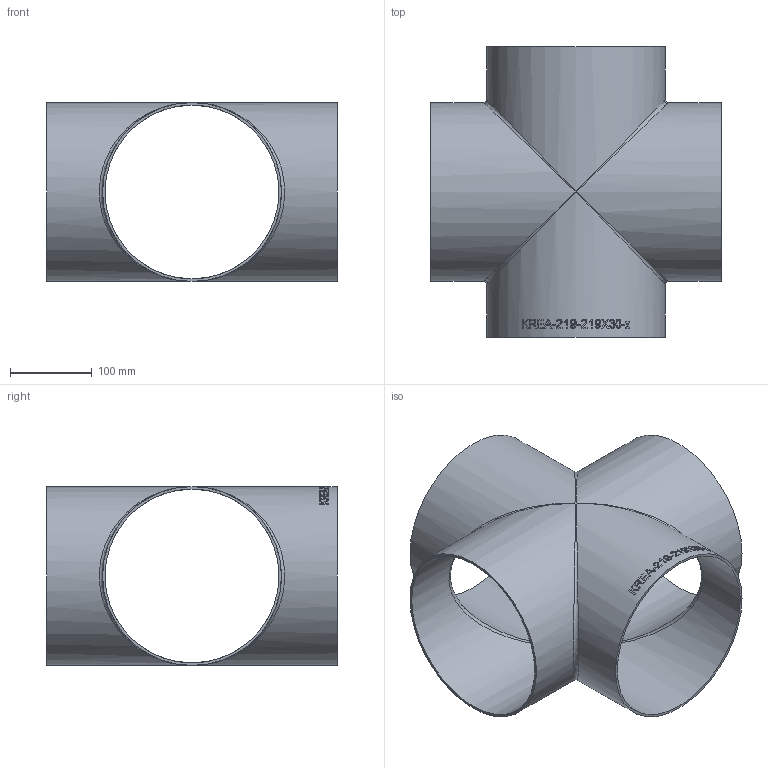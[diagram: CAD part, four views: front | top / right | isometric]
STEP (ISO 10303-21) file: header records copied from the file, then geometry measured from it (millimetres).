
FILE_DESCRIPTION (( 'STEP AP214' ), '1' );
FILE_NAME ('KREA-219-219X30-x Kreuz-Stück 2005.STEP', '2020-05-14T08:25:59', ( '' ), ( '' ), 'SwSTEP 2.0', 'SolidWorks 2019', '' );
FILE_SCHEMA (( 'AUTOMOTIVE_DESIGN' ));
Length unit declared in the file: millimetre
Products named in the file (1): KREA-219-219X30-x Kreuz-Stück 2005
Bounding box: 356 x 356 x 219.1 mm (x, y, z)
Volume: 886410.6 mm3; surface area: 598790.6 mm2
Topology: 1 solids, 1 shells, 236 faces, 633 edges, 402 vertices
Faces by surface type: bspline 133, plane 73, cylinder 30
Full cylindrical faces by diameter (mm): 213.1 x4, 219.1 x4
Entity records: 33412 total; most frequent: CARTESIAN_POINT 26455, ORIENTED_EDGE 1212, EDGE_CURVE 606, DIRECTION 492, VERTEX_POINT 400, B_SPLINE_CURVE_WITH_KNOTS 400, EDGE_LOOP 270, FACE_OUTER_BOUND 244
